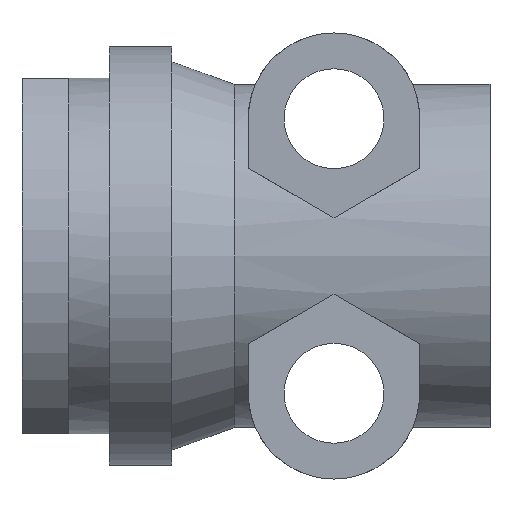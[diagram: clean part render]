
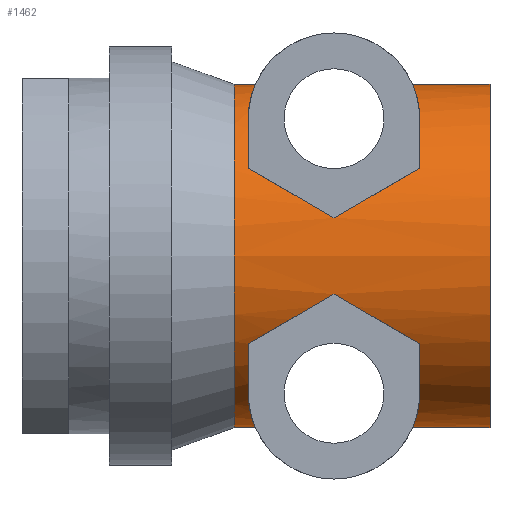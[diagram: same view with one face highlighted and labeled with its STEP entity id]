
A CAD part, left-side view. The second image highlights one B-rep face of the part: STEP entity #1462.
In plain terms, the highlighted cylindrical face has radius 5.5 mm (diameter 11 mm), a partial arc.
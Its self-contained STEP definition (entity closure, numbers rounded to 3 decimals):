
#84=B_SPLINE_CURVE_WITH_KNOTS('',3,(#2262,#2263,#2264,#2265,#2266,#2267),
 .UNSPECIFIED.,.F.,.F.,(4,2,4),(2.432,2.623,2.737),
 .UNSPECIFIED.);
#85=B_SPLINE_CURVE_WITH_KNOTS('',3,(#2275,#2276,#2277,#2278,#2279,#2280),
 .UNSPECIFIED.,.F.,.F.,(4,2,4),(0.,0.196,0.305),
 .UNSPECIFIED.);
#86=B_SPLINE_CURVE_WITH_KNOTS('',3,(#2285,#2286,#2287,#2288,#2289,#2290),
 .UNSPECIFIED.,.F.,.F.,(4,2,4),(1.315,1.425,1.62),
 .UNSPECIFIED.);
#87=B_SPLINE_CURVE_WITH_KNOTS('',3,(#2297,#2298,#2299,#2300,#2301,#2302),
 .UNSPECIFIED.,.F.,.F.,(4,2,4),(0.506,0.62,0.811),
 .UNSPECIFIED.);
#93=ELLIPSE('',#1566,11.,5.5);
#94=ELLIPSE('',#1568,11.,5.5);
#95=ELLIPSE('',#1574,11.,5.5);
#96=ELLIPSE('',#1576,11.,5.5);
#182=FACE_OUTER_BOUND('',#262,.T.);
#262=EDGE_LOOP('',(#1072,#1073,#1074,#1075,#1076,#1077,#1078,#1079,#1080,
#1081,#1082,#1083,#1084,#1085,#1086,#1087,#1088,#1089,#1090,#1091,#1092,
#1093));
#371=LINE('',#2258,#503);
#372=LINE('',#2260,#504);
#373=LINE('',#2269,#505);
#374=LINE('',#2273,#506);
#375=LINE('',#2281,#507);
#376=LINE('',#2283,#508);
#377=LINE('',#2292,#509);
#378=LINE('',#2296,#510);
#503=VECTOR('',#1806,10.);
#504=VECTOR('',#1807,10.);
#505=VECTOR('',#1808,10.);
#506=VECTOR('',#1811,10.);
#507=VECTOR('',#1812,10.);
#508=VECTOR('',#1813,10.);
#509=VECTOR('',#1814,10.);
#510=VECTOR('',#1817,10.);
#607=CIRCLE('',#1564,5.5);
#608=CIRCLE('',#1570,5.5);
#609=CIRCLE('',#1572,5.5);
#610=CIRCLE('',#1578,5.5);
#611=CIRCLE('',#1580,5.5);
#612=CIRCLE('',#1581,5.5);
#680=VERTEX_POINT('',#2211);
#681=VERTEX_POINT('',#2212);
#683=VERTEX_POINT('',#2218);
#686=VERTEX_POINT('',#2226);
#687=VERTEX_POINT('',#2230);
#688=VERTEX_POINT('',#2234);
#689=VERTEX_POINT('',#2235);
#691=VERTEX_POINT('',#2241);
#694=VERTEX_POINT('',#2249);
#695=VERTEX_POINT('',#2253);
#696=VERTEX_POINT('',#2257);
#697=VERTEX_POINT('',#2259);
#698=VERTEX_POINT('',#2261);
#699=VERTEX_POINT('',#2268);
#700=VERTEX_POINT('',#2270);
#701=VERTEX_POINT('',#2272);
#702=VERTEX_POINT('',#2274);
#703=VERTEX_POINT('',#2282);
#704=VERTEX_POINT('',#2284);
#705=VERTEX_POINT('',#2291);
#706=VERTEX_POINT('',#2293);
#707=VERTEX_POINT('',#2295);
#822=EDGE_CURVE('',#680,#681,#607,.T.);
#825=EDGE_CURVE('',#681,#683,#93,.T.);
#830=EDGE_CURVE('',#683,#686,#94,.T.);
#831=EDGE_CURVE('',#686,#687,#608,.T.);
#833=EDGE_CURVE('',#688,#689,#609,.T.);
#836=EDGE_CURVE('',#689,#691,#95,.T.);
#841=EDGE_CURVE('',#691,#694,#96,.T.);
#842=EDGE_CURVE('',#694,#695,#610,.T.);
#844=EDGE_CURVE('',#696,#680,#371,.T.);
#845=EDGE_CURVE('',#687,#697,#372,.T.);
#846=EDGE_CURVE('',#698,#697,#84,.T.);
#847=EDGE_CURVE('',#699,#698,#373,.T.);
#848=EDGE_CURVE('',#700,#699,#611,.T.);
#849=EDGE_CURVE('',#701,#700,#374,.T.);
#850=EDGE_CURVE('',#701,#702,#85,.T.);
#851=EDGE_CURVE('',#702,#688,#375,.T.);
#852=EDGE_CURVE('',#695,#703,#376,.T.);
#853=EDGE_CURVE('',#703,#704,#86,.T.);
#854=EDGE_CURVE('',#705,#704,#377,.T.);
#855=EDGE_CURVE('',#705,#706,#612,.T.);
#856=EDGE_CURVE('',#707,#706,#378,.T.);
#857=EDGE_CURVE('',#696,#707,#87,.T.);
#1072=ORIENTED_EDGE('',*,*,#844,.T.);
#1073=ORIENTED_EDGE('',*,*,#822,.T.);
#1074=ORIENTED_EDGE('',*,*,#825,.T.);
#1075=ORIENTED_EDGE('',*,*,#830,.T.);
#1076=ORIENTED_EDGE('',*,*,#831,.T.);
#1077=ORIENTED_EDGE('',*,*,#845,.T.);
#1078=ORIENTED_EDGE('',*,*,#846,.F.);
#1079=ORIENTED_EDGE('',*,*,#847,.F.);
#1080=ORIENTED_EDGE('',*,*,#848,.F.);
#1081=ORIENTED_EDGE('',*,*,#849,.F.);
#1082=ORIENTED_EDGE('',*,*,#850,.T.);
#1083=ORIENTED_EDGE('',*,*,#851,.T.);
#1084=ORIENTED_EDGE('',*,*,#833,.T.);
#1085=ORIENTED_EDGE('',*,*,#836,.T.);
#1086=ORIENTED_EDGE('',*,*,#841,.T.);
#1087=ORIENTED_EDGE('',*,*,#842,.T.);
#1088=ORIENTED_EDGE('',*,*,#852,.T.);
#1089=ORIENTED_EDGE('',*,*,#853,.T.);
#1090=ORIENTED_EDGE('',*,*,#854,.F.);
#1091=ORIENTED_EDGE('',*,*,#855,.T.);
#1092=ORIENTED_EDGE('',*,*,#856,.F.);
#1093=ORIENTED_EDGE('',*,*,#857,.F.);
#1427=CYLINDRICAL_SURFACE('',#1579,5.5);
#1462=ADVANCED_FACE('',(#182),#1427,.T.);
#1564=AXIS2_PLACEMENT_3D('',#2213,#1760,#1761);
#1566=AXIS2_PLACEMENT_3D('',#2219,#1766,#1767);
#1568=AXIS2_PLACEMENT_3D('',#2228,#1774,#1775);
#1570=AXIS2_PLACEMENT_3D('',#2231,#1778,#1779);
#1572=AXIS2_PLACEMENT_3D('',#2236,#1783,#1784);
#1574=AXIS2_PLACEMENT_3D('',#2242,#1789,#1790);
#1576=AXIS2_PLACEMENT_3D('',#2251,#1797,#1798);
#1578=AXIS2_PLACEMENT_3D('',#2254,#1801,#1802);
#1579=AXIS2_PLACEMENT_3D('',#2256,#1804,#1805);
#1580=AXIS2_PLACEMENT_3D('',#2271,#1809,#1810);
#1581=AXIS2_PLACEMENT_3D('',#2294,#1815,#1816);
#1760=DIRECTION('center_axis',(0.,-1.,0.));
#1761=DIRECTION('ref_axis',(0.,0.,1.));
#1766=DIRECTION('center_axis',(0.,-0.5,-0.866));
#1767=DIRECTION('ref_axis',(0.,-0.866,0.5));
#1774=DIRECTION('center_axis',(0.,0.5,-0.866));
#1775=DIRECTION('ref_axis',(0.,0.866,0.5));
#1778=DIRECTION('center_axis',(0.,1.,0.));
#1779=DIRECTION('ref_axis',(0.,0.,1.));
#1783=DIRECTION('center_axis',(0.,1.,0.));
#1784=DIRECTION('ref_axis',(0.,0.,1.));
#1789=DIRECTION('center_axis',(0.,0.5,0.866));
#1790=DIRECTION('ref_axis',(0.,-0.866,0.5));
#1797=DIRECTION('center_axis',(0.,-0.5,0.866));
#1798=DIRECTION('ref_axis',(0.,0.866,0.5));
#1801=DIRECTION('center_axis',(0.,-1.,0.));
#1802=DIRECTION('ref_axis',(0.,0.,1.));
#1804=DIRECTION('center_axis',(0.,1.,0.));
#1805=DIRECTION('ref_axis',(0.,0.,1.));
#1806=DIRECTION('',(0.,-1.,0.));
#1807=DIRECTION('',(0.,-1.,0.));
#1808=DIRECTION('',(0.,-1.,0.));
#1809=DIRECTION('center_axis',(0.,1.,0.));
#1810=DIRECTION('ref_axis',(1.,0.,0.));
#1811=DIRECTION('',(0.,1.,0.));
#1812=DIRECTION('',(0.,1.,0.));
#1813=DIRECTION('',(0.,1.,0.));
#1814=DIRECTION('',(0.,1.,0.));
#1815=DIRECTION('center_axis',(0.,1.,0.));
#1816=DIRECTION('ref_axis',(1.,0.,0.));
#1817=DIRECTION('',(0.,-1.,0.));
#2211=CARTESIAN_POINT('',(-3.,-12.75,4.61));
#2212=CARTESIAN_POINT('',(-4.727,-12.75,2.812));
#2213=CARTESIAN_POINT('Origin',(0.,-12.75,0.));
#2218=CARTESIAN_POINT('',(-5.362,-10.,1.225));
#2219=CARTESIAN_POINT('Origin',(0.,-7.879,0.));
#2226=CARTESIAN_POINT('',(-4.727,-7.25,2.812));
#2228=CARTESIAN_POINT('Origin',(0.,-12.121,0.));
#2230=CARTESIAN_POINT('',(-3.,-7.25,4.61));
#2231=CARTESIAN_POINT('Origin',(0.,-7.25,0.));
#2234=CARTESIAN_POINT('',(-3.,-7.25,-4.61));
#2235=CARTESIAN_POINT('',(-4.727,-7.25,-2.812));
#2236=CARTESIAN_POINT('Origin',(0.,-7.25,0.));
#2241=CARTESIAN_POINT('',(-5.362,-10.,-1.225));
#2242=CARTESIAN_POINT('Origin',(0.,-12.121,0.));
#2249=CARTESIAN_POINT('',(-4.727,-12.75,-2.812));
#2251=CARTESIAN_POINT('Origin',(0.,-7.879,0.));
#2253=CARTESIAN_POINT('',(-3.,-12.75,-4.61));
#2254=CARTESIAN_POINT('Origin',(0.,-12.75,0.));
#2256=CARTESIAN_POINT('Origin',(0.,-10.9,0.));
#2257=CARTESIAN_POINT('',(-3.,-12.742,4.61));
#2258=CARTESIAN_POINT('',(-3.,-10.9,4.61));
#2259=CARTESIAN_POINT('',(-3.,-7.258,4.61));
#2260=CARTESIAN_POINT('',(-3.,-10.9,4.61));
#2261=CARTESIAN_POINT('',(0.,-7.48,5.5));
#2262=CARTESIAN_POINT('Ctrl Pts',(0.,-7.48,
5.5));
#2263=CARTESIAN_POINT('Ctrl Pts',(-0.636,-7.48,5.5));
#2264=CARTESIAN_POINT('Ctrl Pts',(-1.312,-7.42,5.383));
#2265=CARTESIAN_POINT('Ctrl Pts',(-2.314,-7.313,5.005));
#2266=CARTESIAN_POINT('Ctrl Pts',(-2.672,-7.274,4.823));
#2267=CARTESIAN_POINT('Ctrl Pts',(-3.,-7.258,4.61));
#2268=CARTESIAN_POINT('',(0.,-6.8,5.5));
#2269=CARTESIAN_POINT('',(0.,-10.9,5.5));
#2270=CARTESIAN_POINT('',(0.,-6.8,-5.5));
#2271=CARTESIAN_POINT('Origin',(0.,-6.8,0.));
#2272=CARTESIAN_POINT('',(0.,-7.48,-5.5));
#2273=CARTESIAN_POINT('',(0.,-10.9,-5.5));
#2274=CARTESIAN_POINT('',(-3.,-7.258,-4.61));
#2275=CARTESIAN_POINT('Ctrl Pts',(0.,-7.48,
-5.5));
#2276=CARTESIAN_POINT('Ctrl Pts',(-0.652,-7.48,
-5.5));
#2277=CARTESIAN_POINT('Ctrl Pts',(-1.343,-7.417,-5.378));
#2278=CARTESIAN_POINT('Ctrl Pts',(-2.341,-7.311,-4.992));
#2279=CARTESIAN_POINT('Ctrl Pts',(-2.684,-7.274,-4.816));
#2280=CARTESIAN_POINT('Ctrl Pts',(-3.,-7.258,-4.61));
#2281=CARTESIAN_POINT('',(-3.,-10.9,-4.61));
#2282=CARTESIAN_POINT('',(-3.,-12.742,-4.61));
#2283=CARTESIAN_POINT('',(-3.,-10.9,-4.61));
#2284=CARTESIAN_POINT('',(0.,-12.52,-5.5));
#2285=CARTESIAN_POINT('Ctrl Pts',(-3.,-12.742,-4.61));
#2286=CARTESIAN_POINT('Ctrl Pts',(-2.684,-12.726,-4.816));
#2287=CARTESIAN_POINT('Ctrl Pts',(-2.341,-12.689,-4.992));
#2288=CARTESIAN_POINT('Ctrl Pts',(-1.343,-12.583,-5.378));
#2289=CARTESIAN_POINT('Ctrl Pts',(-0.652,-12.52,
-5.5));
#2290=CARTESIAN_POINT('Ctrl Pts',(0.,-12.52,
-5.5));
#2291=CARTESIAN_POINT('',(0.,-15.,-5.5));
#2292=CARTESIAN_POINT('',(0.,-10.9,-5.5));
#2293=CARTESIAN_POINT('',(0.,-15.,5.5));
#2294=CARTESIAN_POINT('Origin',(0.,-15.,0.));
#2295=CARTESIAN_POINT('',(0.,-12.52,5.5));
#2296=CARTESIAN_POINT('',(0.,-10.9,5.5));
#2297=CARTESIAN_POINT('Ctrl Pts',(-3.,-12.742,4.61));
#2298=CARTESIAN_POINT('Ctrl Pts',(-2.672,-12.726,4.823));
#2299=CARTESIAN_POINT('Ctrl Pts',(-2.314,-12.687,5.005));
#2300=CARTESIAN_POINT('Ctrl Pts',(-1.312,-12.58,5.383));
#2301=CARTESIAN_POINT('Ctrl Pts',(-0.636,-12.52,
5.5));
#2302=CARTESIAN_POINT('Ctrl Pts',(0.,-12.52,
5.5));
